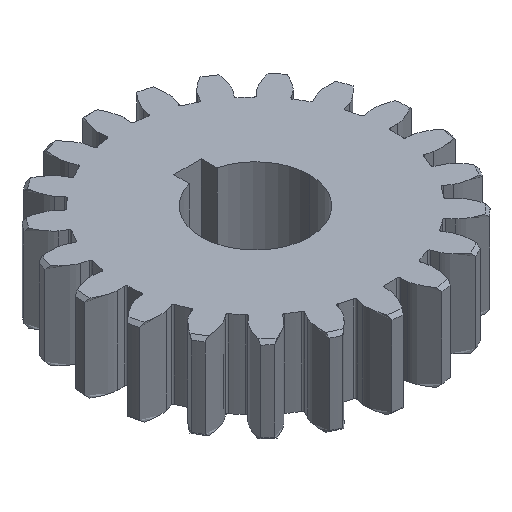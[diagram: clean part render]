
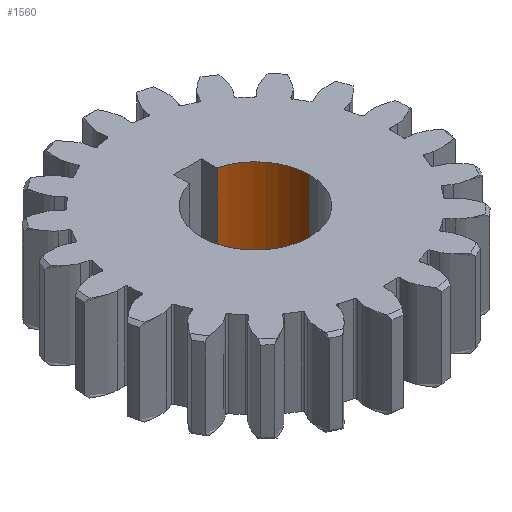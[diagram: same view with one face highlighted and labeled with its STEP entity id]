
A CAD part, isometric view. The second image highlights one B-rep face of the part: STEP entity #1560.
In plain terms, the highlighted cylindrical face has radius 1.984 mm (diameter 3.967 mm), a partial arc.
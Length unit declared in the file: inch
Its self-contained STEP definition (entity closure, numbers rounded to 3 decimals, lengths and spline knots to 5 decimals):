
#41 = DIRECTION ( 'NONE',  ( 0., 0., 1. ) ) ;
#576 = DIRECTION ( 'NONE',  ( 0., 0., 1. ) ) ;
#624 = DIRECTION ( 'NONE',  ( 1., 0., 0. ) ) ;
#650 = CARTESIAN_POINT ( 'NONE',  ( 0.0781, 0., -0.0625 ) ) ;
#733 = CARTESIAN_POINT ( 'NONE',  ( 0., 0., 0.0625 ) ) ;
#911 = EDGE_CURVE ( 'NONE', #2715, #8423, #2446, .T. ) ;
#1174 = CIRCLE ( 'NONE', #3497, 0.0781 ) ;
#1357 = VECTOR ( 'NONE', #41, 39.37008 ) ;
#1560 = ADVANCED_FACE ( 'NONE', ( #7172 ), #8958, .F. ) ;
#2310 = CARTESIAN_POINT ( 'NONE',  ( 0.02, 0.0755, -0.0625 ) ) ;
#2446 = CIRCLE ( 'NONE', #6139, 0.0781 ) ;
#2663 = EDGE_CURVE ( 'NONE', #7537, #8423, #9835, .T. ) ;
#2715 = VERTEX_POINT ( 'NONE', #4299 ) ;
#3091 = DIRECTION ( 'NONE',  ( 0., 0., 1. ) ) ;
#3497 = AXIS2_PLACEMENT_3D ( 'NONE', #6470, #6364, #8094 ) ;
#4299 = CARTESIAN_POINT ( 'NONE',  ( 0.0781, 0., 0.0625 ) ) ;
#4742 = CARTESIAN_POINT ( 'NONE',  ( 0., 0., -0.0625 ) ) ;
#4777 = CARTESIAN_POINT ( 'NONE',  ( 0.0781, 0., -0.0625 ) ) ;
#5576 = ORIENTED_EDGE ( 'NONE', *, *, #911, .T. ) ;
#6139 = AXIS2_PLACEMENT_3D ( 'NONE', #733, #576, #624 ) ;
#6364 = DIRECTION ( 'NONE',  ( 0., 0., 1. ) ) ;
#6461 = EDGE_LOOP ( 'NONE', ( #8715, #9984, #5576, #8856 ) ) ;
#6470 = CARTESIAN_POINT ( 'NONE',  ( 0., 0., -0.0625 ) ) ;
#6559 = CARTESIAN_POINT ( 'NONE',  ( 0.02, 0.0755, -0.0625 ) ) ;
#7172 = FACE_OUTER_BOUND ( 'NONE', #6461, .T. ) ;
#7537 = VERTEX_POINT ( 'NONE', #2310 ) ;
#8001 = VERTEX_POINT ( 'NONE', #4777 ) ;
#8094 = DIRECTION ( 'NONE',  ( 1., 0., 0. ) ) ;
#8423 = VERTEX_POINT ( 'NONE', #10073 ) ;
#8647 = VECTOR ( 'NONE', #3091, 39.37008 ) ;
#8715 = ORIENTED_EDGE ( 'NONE', *, *, #9424, .F. ) ;
#8856 = ORIENTED_EDGE ( 'NONE', *, *, #2663, .F. ) ;
#8958 = CYLINDRICAL_SURFACE ( 'NONE', #9172, 0.0781 ) ;
#9172 = AXIS2_PLACEMENT_3D ( 'NONE', #4742, #10509, #10560 ) ;
#9198 = LINE ( 'NONE', #650, #1357 ) ;
#9424 = EDGE_CURVE ( 'NONE', #8001, #7537, #1174, .T. ) ;
#9629 = EDGE_CURVE ( 'NONE', #8001, #2715, #9198, .T. ) ;
#9835 = LINE ( 'NONE', #6559, #8647 ) ;
#9984 = ORIENTED_EDGE ( 'NONE', *, *, #9629, .T. ) ;
#10073 = CARTESIAN_POINT ( 'NONE',  ( 0.02, 0.0755, 0.0625 ) ) ;
#10509 = DIRECTION ( 'NONE',  ( 0., 0., 1. ) ) ;
#10560 = DIRECTION ( 'NONE',  ( 1., 0., 0. ) ) ;
